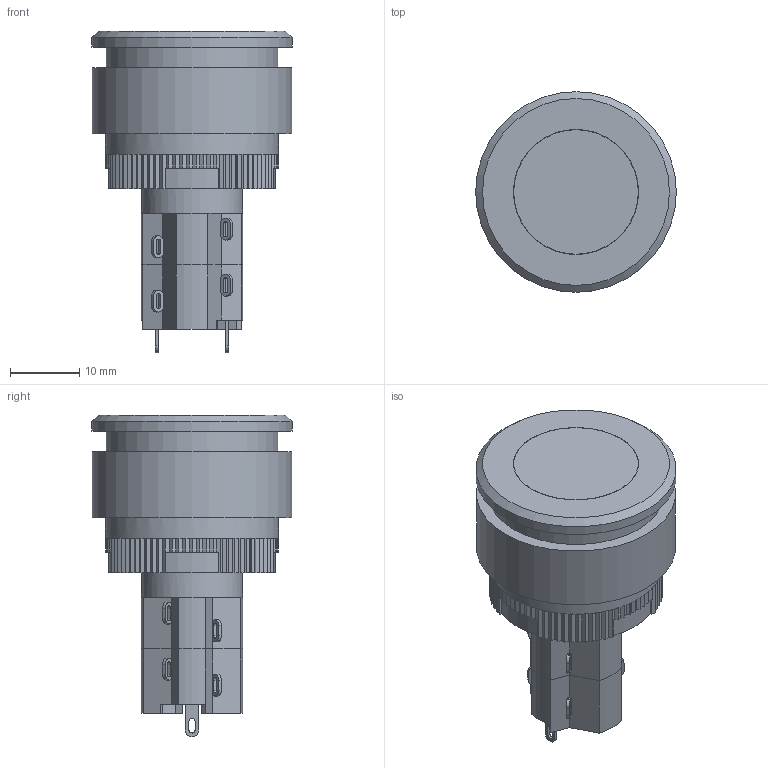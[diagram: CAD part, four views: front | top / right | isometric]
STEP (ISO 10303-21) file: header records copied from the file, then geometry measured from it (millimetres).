
FILE_DESCRIPTION(/* description */ (''),/* implementation_level */ '2;1');
FILE_NAME(/* name */ 'LASxxV320xxx.stp',/* time_stamp */ '2026-01-06T14:36:03-06:00',/* author */ ('mroman'),/* organization */ (''),/* preprocessor_version */ 'ST-DEVELOPER v18.1',/* originating_system */ 'Autodesk Inventor 2022',/* authorisation */ '');
FILE_SCHEMA (('AUTOMOTIVE_DESIGN { 1 0 10303 214 3 1 1 }'));
Length unit declared in the file: inch
Products named in the file (1): LASxxV320xxx
Bounding box: 29 x 29 x 46.48 mm (x, y, z)
Volume: 12492.8 mm3; surface area: 10106.4 mm2
Topology: 1 solids, 6 shells, 705 faces, 1944 edges, 1283 vertices
Faces by surface type: plane 519, cylinder 117, bspline 55, cone 7, torus 5, sphere 2
Full cylindrical faces by diameter (mm): 3.2 x2, 3.5 x1, 5.7 x2, 7 x1, 13 x2, 14 x1, 14.5 x2, 14.6 x1, 18 x1, 18.1 x1, 18.3 x1, 20 x1, 21.5 x2, 23 x1, 24.8 x1, 25 x2, 25.4 x1, 28.8 x1, 29 x1
Entity records: 22781 total; most frequent: CARTESIAN_POINT 4641, ORIENTED_EDGE 3886, DIRECTION 3604, EDGE_CURVE 1943, LINE 1372, VECTOR 1372, VERTEX_POINT 1283, AXIS2_PLACEMENT_3D 1116
